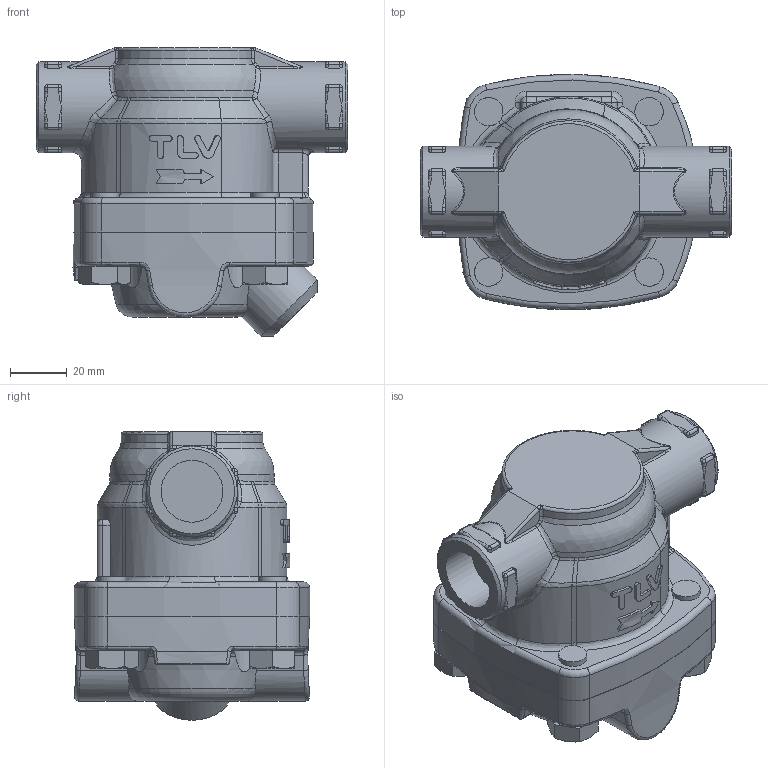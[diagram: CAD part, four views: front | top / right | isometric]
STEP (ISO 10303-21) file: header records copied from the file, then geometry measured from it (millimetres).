
FILE_DESCRIPTION((''),'2;1');
FILE_NAME('ss1vh-015-sw000-00.stp','2009-12-18T15:18:28',('nakaot'),(''),'Autodesk Inventor 2008','Autodesk Inventor 2008','');
FILE_SCHEMA(('AUTOMOTIVE_DESIGN { 1 0 10303 214 1 1 1 1 }'));
Length unit declared in the file: millimetre
Products named in the file (1): ss1vh-015-sw000-00
Bounding box: 110 x 82.99 x 101.77 mm (x, y, z)
Volume: 416585.7 mm3; surface area: 52530.7 mm2
Topology: 1 solids, 1 shells, 597 faces, 1481 edges, 826 vertices
Faces by surface type: bspline 199, cylinder 175, plane 143, sphere 38, cone 30, torus 12
Full cylindrical faces by diameter (mm): 10 x8, 28 x1, 32 x2
Entity records: 32825 total; most frequent: CARTESIAN_POINT 20524, ORIENTED_EDGE 2732, DIRECTION 2270, EDGE_CURVE 1366, AXIS2_PLACEMENT_3D 937, VERTEX_POINT 811, EDGE_LOOP 645, FACE_OUTER_BOUND 597
